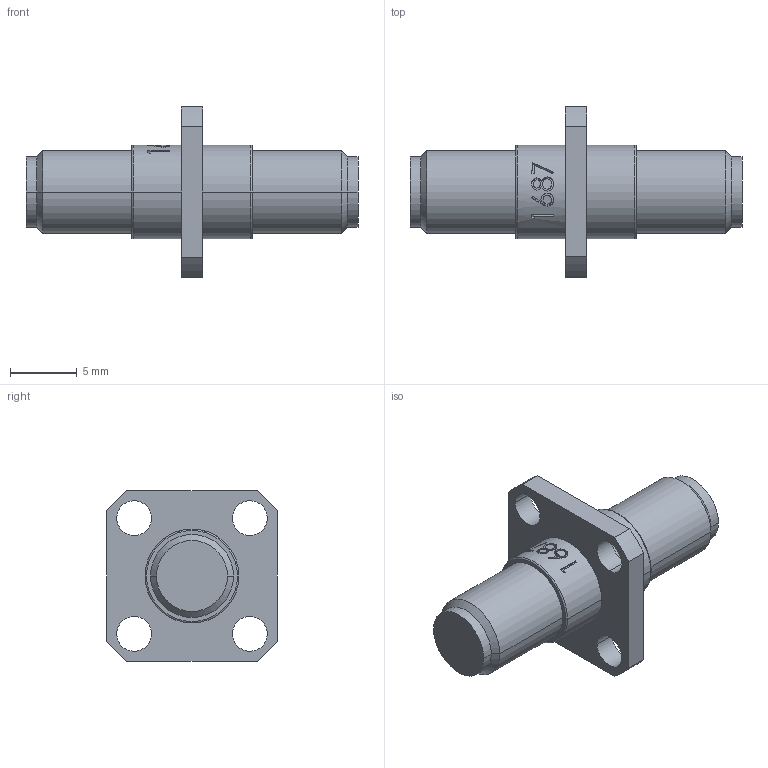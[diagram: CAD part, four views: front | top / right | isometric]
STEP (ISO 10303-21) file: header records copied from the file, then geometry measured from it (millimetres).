
FILE_DESCRIPTION (( 'STEP AP214' ), '1' );
FILE_NAME ('FMAD1687_3D.step', '2023-03-13T20:47:57', ( '' ), ( '' ), 'SwSTEP 2.0', 'SolidWorks 2022', '' );
FILE_SCHEMA (( 'AUTOMOTIVE_DESIGN' ));
Length unit declared in the file: millimetre
Products named in the file (1): FMAD1687_3D
Bounding box: 24.8 x 12.7 x 12.7 mm (x, y, z)
Volume: 962.2 mm3; surface area: 858.2 mm2
Topology: 1 solids, 1 shells, 90 faces, 219 edges, 142 vertices
Faces by surface type: bspline 41, cylinder 31, plane 10, torus 4, cone 4
Entity records: 5518 total; most frequent: CARTESIAN_POINT 3666, ORIENTED_EDGE 438, DIRECTION 252, EDGE_CURVE 219, VERTEX_POINT 142, B_SPLINE_CURVE_WITH_KNOTS 123, EDGE_LOOP 109, AXIS2_PLACEMENT_3D 106
